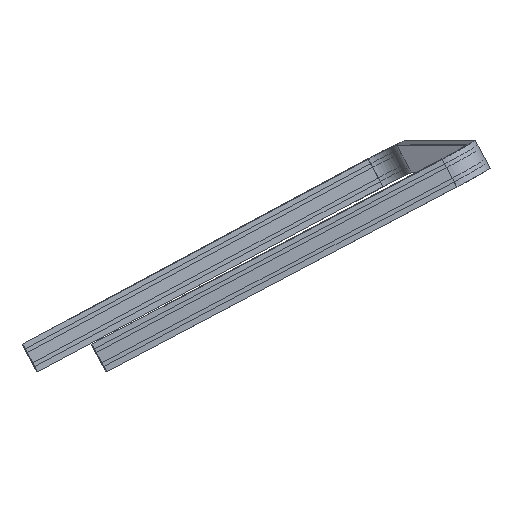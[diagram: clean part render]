
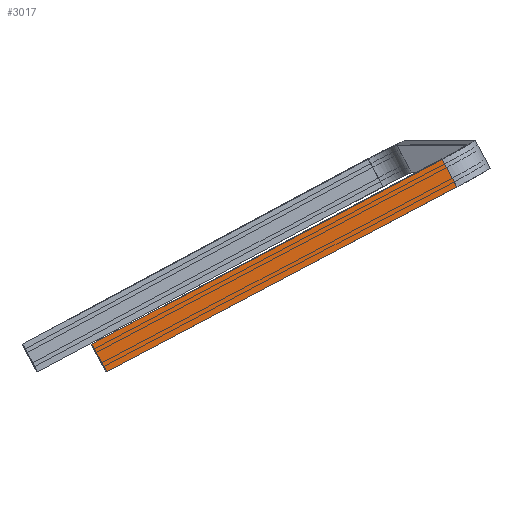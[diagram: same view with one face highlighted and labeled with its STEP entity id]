
A CAD part, front view. The second image highlights one B-rep face of the part: STEP entity #3017.
In plain terms, the highlighted planar face has unit normal (0, -1, 0).
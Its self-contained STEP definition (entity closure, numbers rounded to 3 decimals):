
#3017 = ADVANCED_FACE('',(#3018),#3032,.F.);
#3018 = FACE_BOUND('',#3019,.F.);
#3019 = EDGE_LOOP('',(#3020,#3055,#3081,#3107));
#3020 = ORIENTED_EDGE('',*,*,#3021,.T.);
#3021 = EDGE_CURVE('',#3022,#3024,#3026,.T.);
#3022 = VERTEX_POINT('',#3023);
#3023 = CARTESIAN_POINT('',(6298.592,2.,-4668.785));
#3024 = VERTEX_POINT('',#3025);
#3025 = CARTESIAN_POINT('',(6317.152,2.,-4703.69));
#3026 = SURFACE_CURVE('',#3027,(#3031,#3043),.PCURVE_S1.);
#3027 = LINE('',#3028,#3029);
#3028 = CARTESIAN_POINT('',(5857.91,2.,-3839.984));
#3029 = VECTOR('',#3030,1.);
#3030 = DIRECTION('',(0.469,0.,-0.883));
#3031 = PCURVE('',#3032,#3037);
#3032 = PLANE('',#3033);
#3033 = AXIS2_PLACEMENT_3D('',#3034,#3035,#3036);
#3034 = CARTESIAN_POINT('',(0.,2.,0.));
#3035 = DIRECTION('',(0.,1.,0.));
#3036 = DIRECTION('',(0.,-0.,1.));
#3037 = DEFINITIONAL_REPRESENTATION('',(#3038),#3042);
#3038 = LINE('',#3039,#3040);
#3039 = CARTESIAN_POINT('',(-3839.984,5857.91));
#3040 = VECTOR('',#3041,1.);
#3041 = DIRECTION('',(-0.883,0.469));
#3042 = ( GEOMETRIC_REPRESENTATION_CONTEXT(2) 
PARAMETRIC_REPRESENTATION_CONTEXT() REPRESENTATION_CONTEXT('2D SPACE',''
  ) );
#3043 = PCURVE('',#3044,#3049);
#3044 = CYLINDRICAL_SURFACE('',#3045,48.);
#3045 = AXIS2_PLACEMENT_3D('',#3046,#3047,#3048);
#3046 = CARTESIAN_POINT('',(5857.91,50.,-3839.984)
  );
#3047 = DIRECTION('',(0.469,0.,-0.883));
#3048 = DIRECTION('',(0.,-1.,-0.));
#3049 = DEFINITIONAL_REPRESENTATION('',(#3050),#3054);
#3050 = LINE('',#3051,#3052);
#3051 = CARTESIAN_POINT('',(-0.,0.));
#3052 = VECTOR('',#3053,1.);
#3053 = DIRECTION('',(-0.,1.));
#3054 = ( GEOMETRIC_REPRESENTATION_CONTEXT(2) 
PARAMETRIC_REPRESENTATION_CONTEXT() REPRESENTATION_CONTEXT('2D SPACE',''
  ) );
#3055 = ORIENTED_EDGE('',*,*,#3056,.T.);
#3056 = EDGE_CURVE('',#3024,#3057,#3059,.T.);
#3057 = VERTEX_POINT('',#3058);
#3058 = CARTESIAN_POINT('',(5877.787,2.,-4935.531));
#3059 = SURFACE_CURVE('',#3060,(#3064,#3070),.PCURVE_S1.);
#3060 = LINE('',#3061,#3062);
#3061 = CARTESIAN_POINT('',(4815.617,2.,-5496.007));
#3062 = VECTOR('',#3063,1.);
#3063 = DIRECTION('',(-0.884,0.,-0.467));
#3064 = PCURVE('',#3032,#3065);
#3065 = DEFINITIONAL_REPRESENTATION('',(#3066),#3069);
#3066 = B_SPLINE_CURVE_WITH_KNOTS('',1,(#3067,#3068),.UNSPECIFIED.,.F.,
  .F.,(2,2),(-1814.651,-1060.039),
  .PIECEWISE_BEZIER_KNOTS.);
#3067 = CARTESIAN_POINT('',(-4649.137,6420.537));
#3068 = CARTESIAN_POINT('',(-5001.303,5753.141));
#3069 = ( GEOMETRIC_REPRESENTATION_CONTEXT(2) 
PARAMETRIC_REPRESENTATION_CONTEXT() REPRESENTATION_CONTEXT('2D SPACE',''
  ) );
#3070 = PCURVE('',#3071,#3076);
#3071 = PLANE('',#3072);
#3072 = AXIS2_PLACEMENT_3D('',#3073,#3074,#3075);
#3073 = CARTESIAN_POINT('',(6303.583,546.454,
    -4685.716));
#3074 = DIRECTION('',(0.466,0.041,-0.884)
  );
#3075 = DIRECTION('',(-0.884,0.,-0.467));
#3076 = DEFINITIONAL_REPRESENTATION('',(#3077),#3080);
#3077 = B_SPLINE_CURVE_WITH_KNOTS('',1,(#3078,#3079),.UNSPECIFIED.,.F.,
  .F.,(2,2),(-1814.651,-1060.039),
  .PIECEWISE_BEZIER_KNOTS.);
#3078 = CARTESIAN_POINT('',(-120.508,-544.907));
#3079 = CARTESIAN_POINT('',(634.103,-544.907));
#3080 = ( GEOMETRIC_REPRESENTATION_CONTEXT(2) 
PARAMETRIC_REPRESENTATION_CONTEXT() REPRESENTATION_CONTEXT('2D SPACE',''
  ) );
#3081 = ORIENTED_EDGE('',*,*,#3082,.F.);
#3082 = EDGE_CURVE('',#3083,#3057,#3085,.T.);
#3083 = VERTEX_POINT('',#3084);
#3084 = CARTESIAN_POINT('',(5859.227,2.,-4900.625));
#3085 = SURFACE_CURVE('',#3086,(#3090,#3096),.PCURVE_S1.);
#3086 = LINE('',#3087,#3088);
#3087 = CARTESIAN_POINT('',(2536.428,2.,1348.644));
#3088 = VECTOR('',#3089,1.);
#3089 = DIRECTION('',(0.469,0.,-0.883));
#3090 = PCURVE('',#3032,#3091);
#3091 = DEFINITIONAL_REPRESENTATION('',(#3092),#3095);
#3092 = B_SPLINE_CURVE_WITH_KNOTS('',1,(#3093,#3094),.UNSPECIFIED.,.F.,
  .F.,(2,2),(-12000000.,12000000.),.PIECEWISE_BEZIER_KNOTS.);
#3093 = CARTESIAN_POINT('',(10596716.994,-5631127.525));
#3094 = CARTESIAN_POINT('',(-10594019.706,5636200.38));
#3095 = ( GEOMETRIC_REPRESENTATION_CONTEXT(2) 
PARAMETRIC_REPRESENTATION_CONTEXT() REPRESENTATION_CONTEXT('2D SPACE',''
  ) );
#3096 = PCURVE('',#3097,#3102);
#3097 = PLANE('',#3098);
#3098 = AXIS2_PLACEMENT_3D('',#3099,#3100,#3101);
#3099 = CARTESIAN_POINT('',(2521.518,220.604,
    1340.716));
#3100 = DIRECTION('',(0.88,0.077,0.468)
  );
#3101 = DIRECTION('',(0.469,0.,-0.883
    ));
#3102 = DEFINITIONAL_REPRESENTATION('',(#3103),#3106);
#3103 = B_SPLINE_CURVE_WITH_KNOTS('',1,(#3104,#3105),.UNSPECIFIED.,.F.,
  .F.,(2,2),(-12000000.,12000000.),.PIECEWISE_BEZIER_KNOTS.);
#3104 = CARTESIAN_POINT('',(-12000000.,-219.255));
#3105 = CARTESIAN_POINT('',(12000000.,-219.255));
#3106 = ( GEOMETRIC_REPRESENTATION_CONTEXT(2) 
PARAMETRIC_REPRESENTATION_CONTEXT() REPRESENTATION_CONTEXT('2D SPACE',''
  ) );
#3107 = ORIENTED_EDGE('',*,*,#3108,.F.);
#3108 = EDGE_CURVE('',#3022,#3083,#3109,.T.);
#3109 = SURFACE_CURVE('',#3110,(#3114,#3120),.PCURVE_S1.);
#3110 = LINE('',#3111,#3112);
#3111 = CARTESIAN_POINT('',(4797.168,2.,-5461.043));
#3112 = VECTOR('',#3113,1.);
#3113 = DIRECTION('',(-0.884,0.,-0.467));
#3114 = PCURVE('',#3032,#3115);
#3115 = DEFINITIONAL_REPRESENTATION('',(#3116),#3119);
#3116 = B_SPLINE_CURVE_WITH_KNOTS('',1,(#3117,#3118),.UNSPECIFIED.,.F.,
  .F.,(2,2),(-1814.501,-1060.189),
  .PIECEWISE_BEZIER_KNOTS.);
#3117 = CARTESIAN_POINT('',(-4614.243,6401.956));
#3118 = CARTESIAN_POINT('',(-4966.269,5734.824));
#3119 = ( GEOMETRIC_REPRESENTATION_CONTEXT(2) 
PARAMETRIC_REPRESENTATION_CONTEXT() REPRESENTATION_CONTEXT('2D SPACE',''
  ) );
#3120 = PCURVE('',#3121,#3126);
#3121 = PLANE('',#3122);
#3122 = AXIS2_PLACEMENT_3D('',#3123,#3124,#3125);
#3123 = CARTESIAN_POINT('',(6285.164,544.842,
    -4650.81));
#3124 = DIRECTION('',(0.466,0.041,-0.884)
  );
#3125 = DIRECTION('',(-0.884,0.,-0.467));
#3126 = DEFINITIONAL_REPRESENTATION('',(#3127),#3130);
#3127 = B_SPLINE_CURVE_WITH_KNOTS('',1,(#3128,#3129),.UNSPECIFIED.,.F.,
  .F.,(2,2),(-1814.501,-1060.189),
  .PIECEWISE_BEZIER_KNOTS.);
#3128 = CARTESIAN_POINT('',(-120.359,-543.295));
#3129 = CARTESIAN_POINT('',(633.954,-543.295));
#3130 = ( GEOMETRIC_REPRESENTATION_CONTEXT(2) 
PARAMETRIC_REPRESENTATION_CONTEXT() REPRESENTATION_CONTEXT('2D SPACE',''
  ) );
